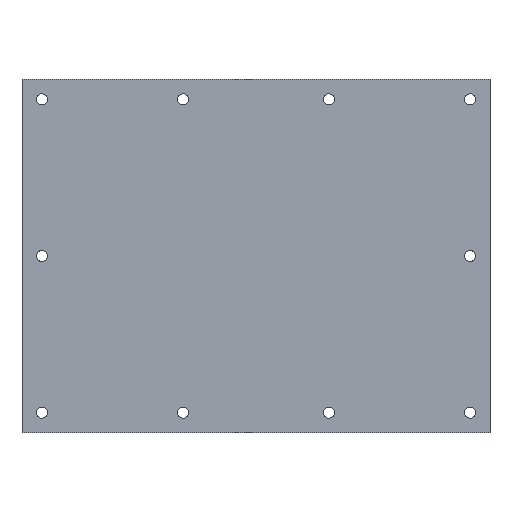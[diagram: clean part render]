
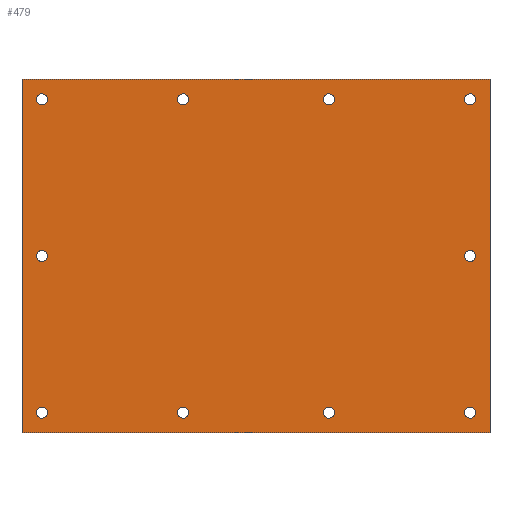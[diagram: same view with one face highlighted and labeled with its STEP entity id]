
A CAD part, top view. The second image highlights one B-rep face of the part: STEP entity #479.
In plain terms, the highlighted planar face has unit normal (0, 0, 1).
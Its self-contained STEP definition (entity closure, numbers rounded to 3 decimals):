
#19=FACE_BOUND('',#106,.T.);
#20=FACE_BOUND('',#107,.T.);
#21=FACE_BOUND('',#108,.T.);
#22=FACE_BOUND('',#109,.T.);
#23=FACE_BOUND('',#110,.T.);
#24=FACE_BOUND('',#111,.T.);
#25=FACE_BOUND('',#112,.T.);
#26=FACE_BOUND('',#113,.T.);
#27=FACE_BOUND('',#114,.T.);
#28=FACE_BOUND('',#115,.T.);
#43=PLANE('',#550);
#79=FACE_OUTER_BOUND('',#105,.T.);
#105=EDGE_LOOP('',(#417,#418,#419,#420));
#106=EDGE_LOOP('',(#421));
#107=EDGE_LOOP('',(#422));
#108=EDGE_LOOP('',(#423));
#109=EDGE_LOOP('',(#424));
#110=EDGE_LOOP('',(#425));
#111=EDGE_LOOP('',(#426));
#112=EDGE_LOOP('',(#427));
#113=EDGE_LOOP('',(#428));
#114=EDGE_LOOP('',(#429));
#115=EDGE_LOOP('',(#430));
#149=LINE('',#812,#181);
#153=LINE('',#821,#185);
#156=LINE('',#825,#188);
#158=LINE('',#828,#190);
#181=VECTOR('',#681,10.);
#185=VECTOR('',#687,10.);
#188=VECTOR('',#692,10.);
#190=VECTOR('',#696,10.);
#193=CIRCLE('',#500,1.25);
#196=CIRCLE('',#505,1.25);
#199=CIRCLE('',#510,1.25);
#202=CIRCLE('',#515,1.25);
#205=CIRCLE('',#520,1.25);
#208=CIRCLE('',#525,1.25);
#211=CIRCLE('',#530,1.25);
#214=CIRCLE('',#535,1.25);
#217=CIRCLE('',#540,1.25);
#220=CIRCLE('',#545,1.25);
#223=VERTEX_POINT('',#712);
#226=VERTEX_POINT('',#722);
#229=VERTEX_POINT('',#732);
#232=VERTEX_POINT('',#742);
#235=VERTEX_POINT('',#752);
#238=VERTEX_POINT('',#762);
#241=VERTEX_POINT('',#772);
#244=VERTEX_POINT('',#782);
#247=VERTEX_POINT('',#792);
#250=VERTEX_POINT('',#802);
#253=VERTEX_POINT('',#809);
#254=VERTEX_POINT('',#811);
#257=VERTEX_POINT('',#818);
#258=VERTEX_POINT('',#820);
#263=EDGE_CURVE('',#223,#223,#193,.T.);
#268=EDGE_CURVE('',#226,#226,#196,.T.);
#273=EDGE_CURVE('',#229,#229,#199,.T.);
#278=EDGE_CURVE('',#232,#232,#202,.T.);
#283=EDGE_CURVE('',#235,#235,#205,.T.);
#288=EDGE_CURVE('',#238,#238,#208,.T.);
#293=EDGE_CURVE('',#241,#241,#211,.T.);
#298=EDGE_CURVE('',#244,#244,#214,.T.);
#303=EDGE_CURVE('',#247,#247,#217,.T.);
#308=EDGE_CURVE('',#250,#250,#220,.T.);
#311=EDGE_CURVE('',#253,#254,#149,.T.);
#315=EDGE_CURVE('',#257,#258,#153,.T.);
#318=EDGE_CURVE('',#254,#257,#156,.T.);
#320=EDGE_CURVE('',#258,#253,#158,.T.);
#417=ORIENTED_EDGE('',*,*,#320,.F.);
#418=ORIENTED_EDGE('',*,*,#315,.F.);
#419=ORIENTED_EDGE('',*,*,#318,.F.);
#420=ORIENTED_EDGE('',*,*,#311,.F.);
#421=ORIENTED_EDGE('',*,*,#263,.T.);
#422=ORIENTED_EDGE('',*,*,#268,.T.);
#423=ORIENTED_EDGE('',*,*,#273,.T.);
#424=ORIENTED_EDGE('',*,*,#278,.T.);
#425=ORIENTED_EDGE('',*,*,#283,.T.);
#426=ORIENTED_EDGE('',*,*,#288,.T.);
#427=ORIENTED_EDGE('',*,*,#293,.T.);
#428=ORIENTED_EDGE('',*,*,#298,.T.);
#429=ORIENTED_EDGE('',*,*,#303,.T.);
#430=ORIENTED_EDGE('',*,*,#308,.T.);
#479=ADVANCED_FACE('',(#79,#19,#20,#21,#22,#23,#24,#25,#26,#27,#28),#43,
 .T.);
#500=AXIS2_PLACEMENT_3D('',#714,#567,#568);
#505=AXIS2_PLACEMENT_3D('',#724,#579,#580);
#510=AXIS2_PLACEMENT_3D('',#734,#591,#592);
#515=AXIS2_PLACEMENT_3D('',#744,#603,#604);
#520=AXIS2_PLACEMENT_3D('',#754,#615,#616);
#525=AXIS2_PLACEMENT_3D('',#764,#627,#628);
#530=AXIS2_PLACEMENT_3D('',#774,#639,#640);
#535=AXIS2_PLACEMENT_3D('',#784,#651,#652);
#540=AXIS2_PLACEMENT_3D('',#794,#663,#664);
#545=AXIS2_PLACEMENT_3D('',#804,#675,#676);
#550=AXIS2_PLACEMENT_3D('',#829,#697,#698);
#567=DIRECTION('center_axis',(0.,0.,-1.));
#568=DIRECTION('ref_axis',(-1.,0.,0.));
#579=DIRECTION('center_axis',(0.,0.,-1.));
#580=DIRECTION('ref_axis',(-1.,0.,0.));
#591=DIRECTION('center_axis',(0.,0.,-1.));
#592=DIRECTION('ref_axis',(-1.,0.,0.));
#603=DIRECTION('center_axis',(0.,0.,-1.));
#604=DIRECTION('ref_axis',(-1.,0.,0.));
#615=DIRECTION('center_axis',(0.,0.,-1.));
#616=DIRECTION('ref_axis',(-1.,0.,0.));
#627=DIRECTION('center_axis',(0.,0.,-1.));
#628=DIRECTION('ref_axis',(-1.,0.,0.));
#639=DIRECTION('center_axis',(0.,0.,-1.));
#640=DIRECTION('ref_axis',(-1.,0.,0.));
#651=DIRECTION('center_axis',(0.,0.,-1.));
#652=DIRECTION('ref_axis',(-1.,0.,0.));
#663=DIRECTION('center_axis',(0.,0.,-1.));
#664=DIRECTION('ref_axis',(-1.,0.,0.));
#675=DIRECTION('center_axis',(0.,0.,-1.));
#676=DIRECTION('ref_axis',(-1.,0.,0.));
#681=DIRECTION('',(0.,1.,0.));
#687=DIRECTION('',(0.,-1.,0.));
#692=DIRECTION('',(1.,0.,0.));
#696=DIRECTION('',(-1.,0.,0.));
#697=DIRECTION('center_axis',(0.,0.,1.));
#698=DIRECTION('ref_axis',(1.,0.,0.));
#712=CARTESIAN_POINT('',(-47.25,-35.5,1.6));
#714=CARTESIAN_POINT('Origin',(-48.5,-35.5,1.6));
#722=CARTESIAN_POINT('',(-15.25,-35.5,1.6));
#724=CARTESIAN_POINT('Origin',(-16.5,-35.5,1.6));
#732=CARTESIAN_POINT('',(17.75,-35.5,1.6));
#734=CARTESIAN_POINT('Origin',(16.5,-35.5,1.6));
#742=CARTESIAN_POINT('',(49.75,-35.5,1.6));
#744=CARTESIAN_POINT('Origin',(48.5,-35.5,1.6));
#752=CARTESIAN_POINT('',(49.75,0.,1.6));
#754=CARTESIAN_POINT('Origin',(48.5,0.,1.6));
#762=CARTESIAN_POINT('',(-47.25,0.,1.6));
#764=CARTESIAN_POINT('Origin',(-48.5,0.,1.6));
#772=CARTESIAN_POINT('',(-47.25,35.5,1.6));
#774=CARTESIAN_POINT('Origin',(-48.5,35.5,1.6));
#782=CARTESIAN_POINT('',(-15.25,35.5,1.6));
#784=CARTESIAN_POINT('Origin',(-16.5,35.5,1.6));
#792=CARTESIAN_POINT('',(17.75,35.5,1.6));
#794=CARTESIAN_POINT('Origin',(16.5,35.5,1.6));
#802=CARTESIAN_POINT('',(49.75,35.5,1.6));
#804=CARTESIAN_POINT('Origin',(48.5,35.5,1.6));
#809=CARTESIAN_POINT('',(-53.,-40.,1.6));
#811=CARTESIAN_POINT('',(-53.,40.,1.6));
#812=CARTESIAN_POINT('',(-53.,40.,1.6));
#818=CARTESIAN_POINT('',(53.,40.,1.6));
#820=CARTESIAN_POINT('',(53.,-40.,1.6));
#821=CARTESIAN_POINT('',(53.,-40.,1.6));
#825=CARTESIAN_POINT('',(50.,40.,1.6));
#828=CARTESIAN_POINT('',(-50.,-40.,1.6));
#829=CARTESIAN_POINT('Origin',(0.,0.,1.6));
